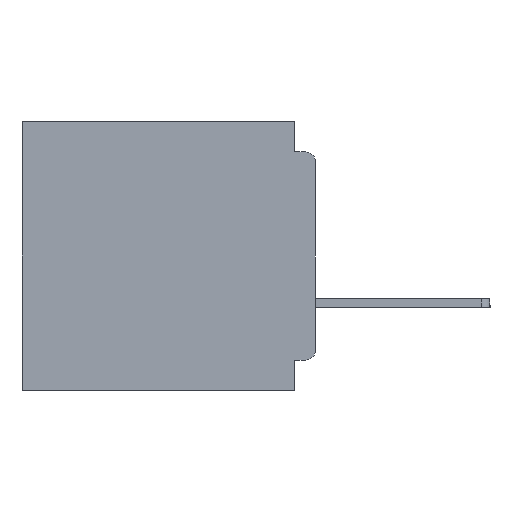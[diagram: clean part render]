
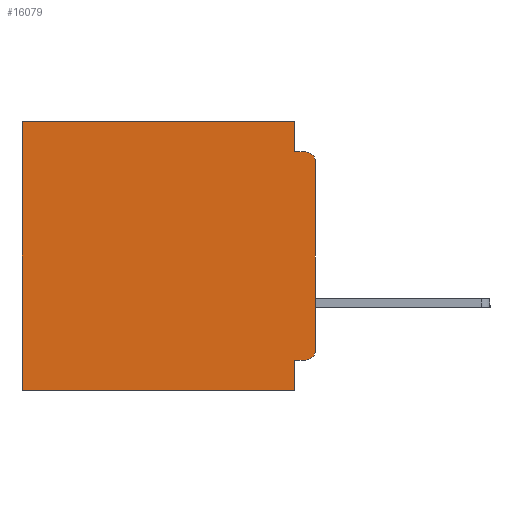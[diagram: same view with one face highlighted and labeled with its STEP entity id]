
A CAD part, left-side view. The second image highlights one B-rep face of the part: STEP entity #16079.
In plain terms, the highlighted planar face has unit normal (-1, 0, 0).
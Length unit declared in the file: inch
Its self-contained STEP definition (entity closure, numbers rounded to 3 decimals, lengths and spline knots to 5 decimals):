
#593 = PLANE ( 'NONE',  #35993 ) ;
#1321 = LINE ( 'NONE', #17320, #20697 ) ;
#2405 = LINE ( 'NONE', #18988, #33301 ) ;
#2508 = DIRECTION ( 'NONE',  ( 0., 1., 0. ) ) ;
#3431 = EDGE_CURVE ( 'NONE', #24146, #14736, #42543, .T. ) ;
#4048 = VERTEX_POINT ( 'NONE', #23665 ) ;
#4542 = EDGE_CURVE ( 'NONE', #23871, #4048, #1321, .T. ) ;
#4704 = DIRECTION ( 'NONE',  ( 0., 0., -1. ) ) ;
#4963 = CARTESIAN_POINT ( 'NONE',  ( 0.3, 0.437, -0.4 ) ) ;
#5679 = ORIENTED_EDGE ( 'NONE', *, *, #29690, .F. ) ;
#5813 = EDGE_CURVE ( 'NONE', #30320, #23871, #2405, .T. ) ;
#6289 = LINE ( 'NONE', #11488, #47491 ) ;
#7119 = VERTEX_POINT ( 'NONE', #31956 ) ;
#7479 = CARTESIAN_POINT ( 'NONE',  ( 0.3, 0.031, 0. ) ) ;
#7720 = LINE ( 'NONE', #29610, #46471 ) ;
#8245 = EDGE_CURVE ( 'NONE', #12037, #14736, #20350, .T. ) ;
#9309 = LINE ( 'NONE', #47195, #49286 ) ;
#9481 = AXIS2_PLACEMENT_3D ( 'NONE', #43526, #20307, #47432 ) ;
#11488 = CARTESIAN_POINT ( 'NONE',  ( 0.3, 0., -0.355 ) ) ;
#12037 = VERTEX_POINT ( 'NONE', #34134 ) ;
#13941 = LINE ( 'NONE', #27539, #33328 ) ;
#14687 = ORIENTED_EDGE ( 'NONE', *, *, #8245, .T. ) ;
#14736 = VERTEX_POINT ( 'NONE', #30836 ) ;
#15066 = FACE_OUTER_BOUND ( 'NONE', #20954, .T. ) ;
#16079 = ADVANCED_FACE ( 'NONE', ( #15066 ), #593, .F. ) ;
#16154 = DIRECTION ( 'NONE',  ( 0., 0., -1. ) ) ;
#17320 = CARTESIAN_POINT ( 'NONE',  ( 0.3, 0., -0.4 ) ) ;
#18896 = ORIENTED_EDGE ( 'NONE', *, *, #4542, .F. ) ;
#18988 = CARTESIAN_POINT ( 'NONE',  ( 0.3, 0.031, -0.4 ) ) ;
#19484 = ORIENTED_EDGE ( 'NONE', *, *, #22822, .F. ) ;
#19807 = CARTESIAN_POINT ( 'NONE',  ( 0.3, 0., -0.06 ) ) ;
#19842 = VECTOR ( 'NONE', #35886, 39.37008 ) ;
#20219 = CARTESIAN_POINT ( 'NONE',  ( 0.3, 0.437, 0. ) ) ;
#20307 = DIRECTION ( 'NONE',  ( -1., 0., 0. ) ) ;
#20350 = CIRCLE ( 'NONE', #9481, 0.015 ) ;
#20697 = VECTOR ( 'NONE', #48886, 39.37008 ) ;
#20954 = EDGE_LOOP ( 'NONE', ( #47031, #41607, #5679, #40149, #34117, #35313, #18896, #40100, #19484, #14687 ) ) ;
#21134 = CARTESIAN_POINT ( 'NONE',  ( 0.3, 0.015, -0.06 ) ) ;
#21374 = VERTEX_POINT ( 'NONE', #7479 ) ;
#22822 = EDGE_CURVE ( 'NONE', #12037, #30320, #6289, .T. ) ;
#22980 = EDGE_CURVE ( 'NONE', #21374, #49105, #9309, .T. ) ;
#23665 = CARTESIAN_POINT ( 'NONE',  ( 0.3, 0.437, -0.4 ) ) ;
#23871 = VERTEX_POINT ( 'NONE', #41508 ) ;
#24146 = VERTEX_POINT ( 'NONE', #19807 ) ;
#24400 = VECTOR ( 'NONE', #26837, 39.37008 ) ;
#25048 = DIRECTION ( 'NONE',  ( 0., 0., -1. ) ) ;
#25109 = CARTESIAN_POINT ( 'NONE',  ( 0.3, 0., -0.4 ) ) ;
#26837 = DIRECTION ( 'NONE',  ( 0., 0., -1. ) ) ;
#26980 = VERTEX_POINT ( 'NONE', #20219 ) ;
#27539 = CARTESIAN_POINT ( 'NONE',  ( 0.3, 0., -0.045 ) ) ;
#27699 = CARTESIAN_POINT ( 'NONE',  ( 0.3, 0., -0.4 ) ) ;
#28976 = LINE ( 'NONE', #4963, #19842 ) ;
#29520 = CARTESIAN_POINT ( 'NONE',  ( 0.3, 0.031, -0.045 ) ) ;
#29610 = CARTESIAN_POINT ( 'NONE',  ( 0.3, 0., 0. ) ) ;
#29690 = EDGE_CURVE ( 'NONE', #49105, #7119, #13941, .T. ) ;
#30320 = VERTEX_POINT ( 'NONE', #41818 ) ;
#30554 = DIRECTION ( 'NONE',  ( 0., 0., -1. ) ) ;
#30836 = CARTESIAN_POINT ( 'NONE',  ( 0.3, 0., -0.34 ) ) ;
#31455 = DIRECTION ( 'NONE',  ( 0., -1., 0. ) ) ;
#31956 = CARTESIAN_POINT ( 'NONE',  ( 0.3, 0.015, -0.045 ) ) ;
#33301 = VECTOR ( 'NONE', #30554, 39.37008 ) ;
#33328 = VECTOR ( 'NONE', #31455, 39.37008 ) ;
#34117 = ORIENTED_EDGE ( 'NONE', *, *, #45130, .T. ) ;
#34134 = CARTESIAN_POINT ( 'NONE',  ( 0.3, 0.015, -0.355 ) ) ;
#35313 = ORIENTED_EDGE ( 'NONE', *, *, #36899, .T. ) ;
#35886 = DIRECTION ( 'NONE',  ( 0., 0., -1. ) ) ;
#35993 = AXIS2_PLACEMENT_3D ( 'NONE', #27699, #39335, #16154 ) ;
#36899 = EDGE_CURVE ( 'NONE', #26980, #4048, #28976, .T. ) ;
#37834 = AXIS2_PLACEMENT_3D ( 'NONE', #21134, #48235, #25048 ) ;
#38525 = DIRECTION ( 'NONE',  ( 0., 1., 0. ) ) ;
#39335 = DIRECTION ( 'NONE',  ( 1., 0., 0. ) ) ;
#39358 = EDGE_CURVE ( 'NONE', #24146, #7119, #42227, .T. ) ;
#40100 = ORIENTED_EDGE ( 'NONE', *, *, #5813, .F. ) ;
#40149 = ORIENTED_EDGE ( 'NONE', *, *, #22980, .F. ) ;
#41508 = CARTESIAN_POINT ( 'NONE',  ( 0.3, 0.031, -0.4 ) ) ;
#41607 = ORIENTED_EDGE ( 'NONE', *, *, #39358, .T. ) ;
#41818 = CARTESIAN_POINT ( 'NONE',  ( 0.3, 0.031, -0.355 ) ) ;
#42227 = CIRCLE ( 'NONE', #37834, 0.015 ) ;
#42543 = LINE ( 'NONE', #25109, #24400 ) ;
#43526 = CARTESIAN_POINT ( 'NONE',  ( 0.3, 0.015, -0.34 ) ) ;
#45130 = EDGE_CURVE ( 'NONE', #21374, #26980, #7720, .T. ) ;
#46471 = VECTOR ( 'NONE', #2508, 39.37008 ) ;
#47031 = ORIENTED_EDGE ( 'NONE', *, *, #3431, .F. ) ;
#47195 = CARTESIAN_POINT ( 'NONE',  ( 0.3, 0.031, 0. ) ) ;
#47432 = DIRECTION ( 'NONE',  ( 0., 0., -1. ) ) ;
#47491 = VECTOR ( 'NONE', #38525, 39.37008 ) ;
#48235 = DIRECTION ( 'NONE',  ( -1., 0., 0. ) ) ;
#48886 = DIRECTION ( 'NONE',  ( 0., 1., 0. ) ) ;
#49105 = VERTEX_POINT ( 'NONE', #29520 ) ;
#49286 = VECTOR ( 'NONE', #4704, 39.37008 ) ;
